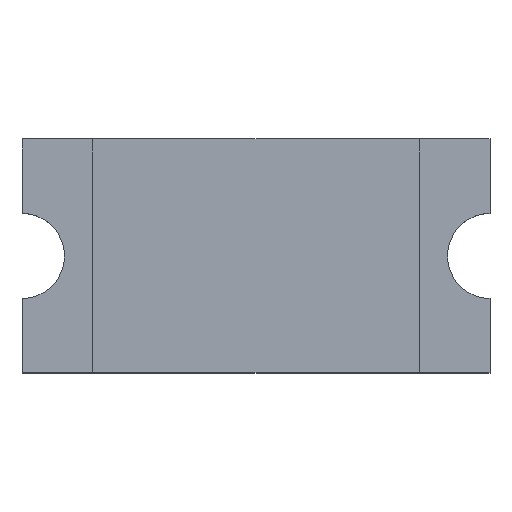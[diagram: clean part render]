
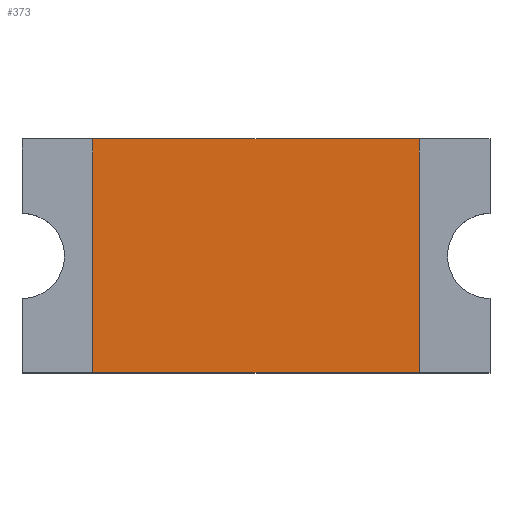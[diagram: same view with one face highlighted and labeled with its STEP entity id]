
A CAD part, top view. The second image highlights one B-rep face of the part: STEP entity #373.
In plain terms, the highlighted planar face has unit normal (0, 0, 1).
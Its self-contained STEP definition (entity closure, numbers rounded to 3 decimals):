
#37=PLANE('',#415);
#59=FACE_OUTER_BOUND('',#81,.T.);
#81=EDGE_LOOP('',(#343,#344,#345,#346));
#117=LINE('',#599,#161);
#120=LINE('',#605,#164);
#123=LINE('',#611,#167);
#126=LINE('',#615,#170);
#161=VECTOR('',#495,10.);
#164=VECTOR('',#500,10.);
#167=VECTOR('',#505,10.);
#170=VECTOR('',#510,10.);
#201=VERTEX_POINT('',#596);
#202=VERTEX_POINT('',#598);
#204=VERTEX_POINT('',#604);
#206=VERTEX_POINT('',#610);
#245=EDGE_CURVE('',#202,#201,#117,.T.);
#248=EDGE_CURVE('',#204,#202,#120,.T.);
#251=EDGE_CURVE('',#206,#204,#123,.T.);
#254=EDGE_CURVE('',#201,#206,#126,.T.);
#343=ORIENTED_EDGE('',*,*,#254,.T.);
#344=ORIENTED_EDGE('',*,*,#251,.T.);
#345=ORIENTED_EDGE('',*,*,#248,.T.);
#346=ORIENTED_EDGE('',*,*,#245,.T.);
#373=ADVANCED_FACE('',(#59),#37,.T.);
#415=AXIS2_PLACEMENT_3D('',#616,#511,#512);
#495=DIRECTION('',(-1.,0.,0.));
#500=DIRECTION('',(0.,1.,0.));
#505=DIRECTION('',(1.,0.,0.));
#510=DIRECTION('',(0.,-1.,0.));
#511=DIRECTION('center_axis',(0.,0.,1.));
#512=DIRECTION('ref_axis',(1.,0.,0.));
#596=CARTESIAN_POINT('',(0.5,1.65,0.45));
#598=CARTESIAN_POINT('',(2.8,1.65,0.45));
#599=CARTESIAN_POINT('',(3.3,1.65,0.45));
#604=CARTESIAN_POINT('',(2.8,0.,0.45));
#605=CARTESIAN_POINT('',(2.8,1.65,0.45));
#610=CARTESIAN_POINT('',(0.5,0.,0.45));
#611=CARTESIAN_POINT('',(0.,0.,0.45));
#615=CARTESIAN_POINT('',(0.5,1.65,0.45));
#616=CARTESIAN_POINT('Origin',(1.65,0.825,0.45));
